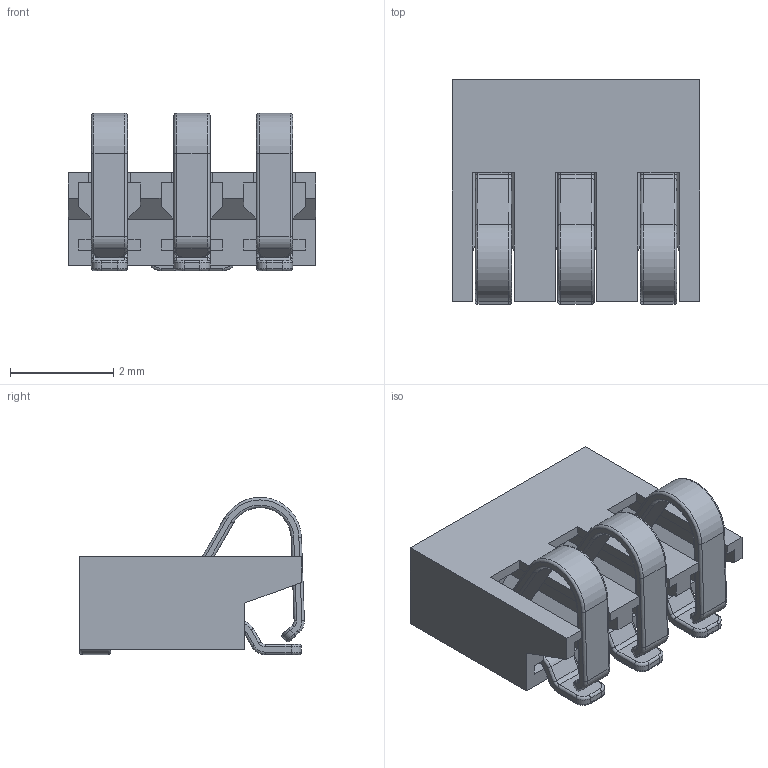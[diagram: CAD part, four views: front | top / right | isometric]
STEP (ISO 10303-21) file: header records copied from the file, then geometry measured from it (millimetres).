
FILE_DESCRIPTION(('FreeCAD Model'),'2;1');
FILE_NAME('Open CASCADE Shape Model','2025-03-09T23:54:50',(''),(''), 'Open CASCADE STEP processor 7.7','FreeCAD','Unknown');
FILE_SCHEMA(('AUTOMOTIVE_DESIGN { 1 0 10303 214 1 1 1 1 }'));
Length unit declared in the file: millimetre
Products named in the file (6): Unnamed; Body; Body001; Body002; Body004; Body003
Assembly tree (5 placements, depth 2):
  Unnamed
    Body
    Body001
    Body002
    Body004
    Body003
Bounding box: 4.8 x 4.36 x 3.05 mm (x, y, z)
Volume: 23.6 mm3; surface area: 175.6 mm2
Topology: 5 solids, 5 shells, 423 faces, 1018 edges, 602 vertices
Faces by surface type: cylinder 168, plane 143, torus 112
Entity records: 25763 total; most frequent: CARTESIAN_POINT 4469, DIRECTION 4296, LINE 2494, VECTOR 2494, ORIENTED_EDGE 2036, PCURVE 2036, DEFINITIONAL_REPRESENTATION 2036, EDGE_CURVE 1018
